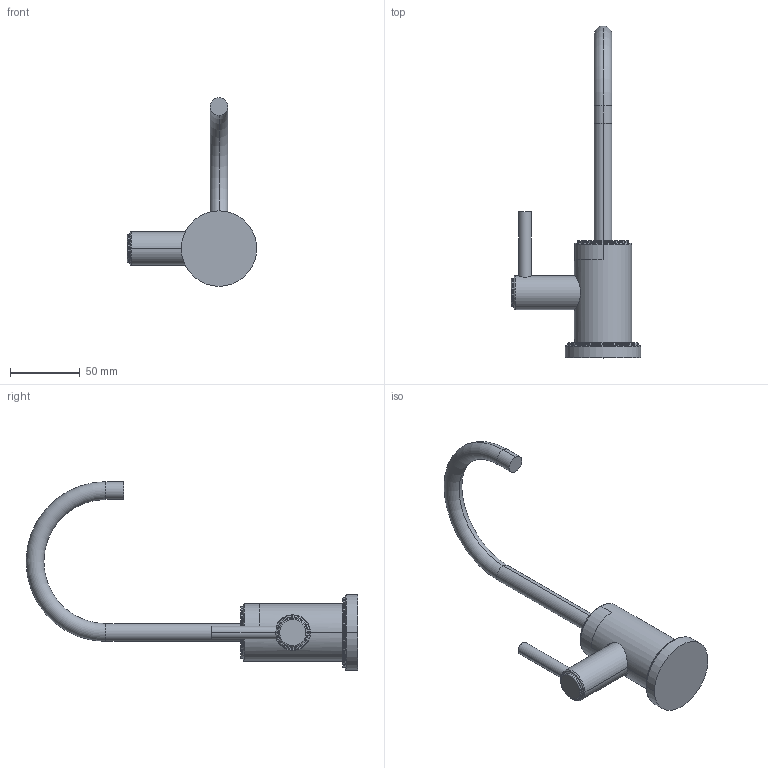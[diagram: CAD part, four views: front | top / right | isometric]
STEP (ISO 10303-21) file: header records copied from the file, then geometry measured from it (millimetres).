
FILE_DESCRIPTION((''),'2;1');
FILE_NAME('3180-5613','2021-04-22T10:28:53',('jinson.thomas'),(''),'CREO PARAMETRIC BY PTC INC, 2018400','CREO PARAMETRIC BY PTC INC, 2018400','');
FILE_SCHEMA(('CONFIG_CONTROL_DESIGN'));
Length unit declared in the file: inch
Products named in the file (1): 3180-5613
Bounding box: 92.65 x 237.41 x 134.94 mm (x, y, z)
Volume: 177360.2 mm3; surface area: 31728.8 mm2
Topology: 1 solids, 1 shells, 53 faces, 110 edges, 66 vertices
Faces by surface type: cylinder 22, torus 20, plane 11
Entity records: 1570 total; most frequent: CARTESIAN_POINT 339, DIRECTION 292, ORIENTED_EDGE 220, AXIS2_PLACEMENT_3D 133, EDGE_CURVE 110, CIRCLE 80, VERTEX_POINT 66, EDGE_LOOP 60
